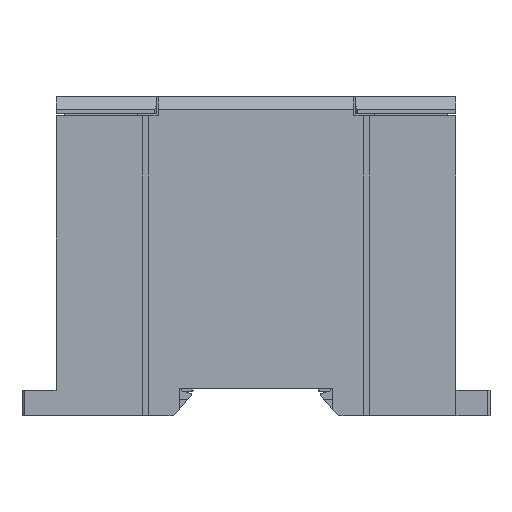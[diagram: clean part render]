
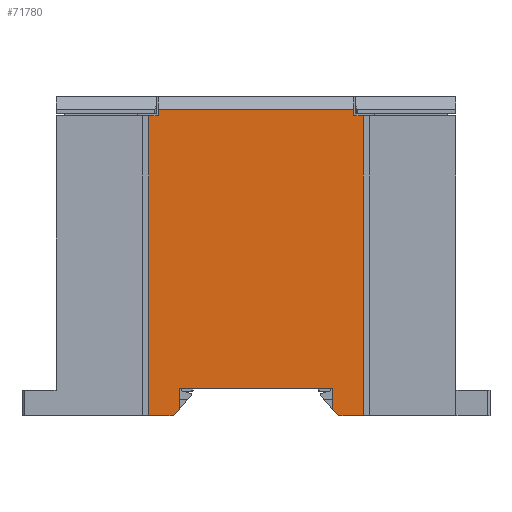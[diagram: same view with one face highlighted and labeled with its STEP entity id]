
A CAD part, left-side view. The second image highlights one B-rep face of the part: STEP entity #71780.
In plain terms, the highlighted planar face has unit normal (-1, 0, 0).
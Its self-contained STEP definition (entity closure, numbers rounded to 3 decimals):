
#58 = EDGE_CURVE ( 'NONE', #55048, #14813, #29353, .T. ) ;
#713 = ORIENTED_EDGE ( 'NONE', *, *, #19009, .F. ) ;
#1311 = DIRECTION ( 'NONE',  ( 0., -1., 0. ) ) ;
#1622 = LINE ( 'NONE', #73838, #76641 ) ;
#2915 = DIRECTION ( 'NONE',  ( 0., 0., 1. ) ) ;
#3384 = VECTOR ( 'NONE', #21349, 1000. ) ;
#3720 = LINE ( 'NONE', #11092, #39333 ) ;
#4028 = ORIENTED_EDGE ( 'NONE', *, *, #58950, .F. ) ;
#4090 = VERTEX_POINT ( 'NONE', #28657 ) ;
#4669 = ORIENTED_EDGE ( 'NONE', *, *, #66413, .T. ) ;
#7552 = VECTOR ( 'NONE', #43250, 1000. ) ;
#8638 = VECTOR ( 'NONE', #13872, 1000. ) ;
#8782 = VECTOR ( 'NONE', #74142, 1000. ) ;
#9551 = LINE ( 'NONE', #48338, #8638 ) ;
#9780 = ORIENTED_EDGE ( 'NONE', *, *, #45295, .F. ) ;
#10315 = AXIS2_PLACEMENT_3D ( 'NONE', #49705, #74077, #30354 ) ;
#11092 = CARTESIAN_POINT ( 'NONE',  ( 0., 65., -78.133 ) ) ;
#11265 = ORIENTED_EDGE ( 'NONE', *, *, #77161, .F. ) ;
#11910 = CARTESIAN_POINT ( 'NONE',  ( 0., 24., -9.133 ) ) ;
#12013 = DIRECTION ( 'NONE',  ( 0., 1., 0. ) ) ;
#13169 = CARTESIAN_POINT ( 'NONE',  ( 0., 29., -73.283 ) ) ;
#13872 = DIRECTION ( 'NONE',  ( 0., 1., 0. ) ) ;
#13907 = LINE ( 'NONE', #63823, #3384 ) ;
#13973 = CARTESIAN_POINT ( 'NONE',  ( 0., 65., -73.283 ) ) ;
#14813 = VERTEX_POINT ( 'NONE', #13973 ) ;
#16581 = DIRECTION ( 'NONE',  ( 0., 0.707, -0.707 ) ) ;
#16611 = CARTESIAN_POINT ( 'NONE',  ( 0., 24., -7.633 ) ) ;
#16631 = ORIENTED_EDGE ( 'NONE', *, *, #76680, .F. ) ;
#17034 = CARTESIAN_POINT ( 'NONE',  ( 0., 72.2, -9.133 ) ) ;
#17597 = CARTESIAN_POINT ( 'NONE',  ( 0., 29., -73.283 ) ) ;
#17882 = EDGE_CURVE ( 'NONE', #79613, #72802, #58249, .T. ) ;
#18264 = DIRECTION ( 'NONE',  ( 0., 1., 0. ) ) ;
#19009 = EDGE_CURVE ( 'NONE', #36854, #78279, #26265, .T. ) ;
#20118 = VERTEX_POINT ( 'NONE', #43706 ) ;
#20395 = LINE ( 'NONE', #77044, #24265 ) ;
#21237 = CARTESIAN_POINT ( 'NONE',  ( 0., 70., -7.633 ) ) ;
#21349 = DIRECTION ( 'NONE',  ( 0., 0.707, 0.707 ) ) ;
#21479 = CARTESIAN_POINT ( 'NONE',  ( 0., 94., -9.133 ) ) ;
#22844 = VERTEX_POINT ( 'NONE', #30731 ) ;
#23010 = ORIENTED_EDGE ( 'NONE', *, *, #47761, .T. ) ;
#23847 = CARTESIAN_POINT ( 'NONE',  ( 0., 27.5, -79.633 ) ) ;
#24189 = EDGE_CURVE ( 'NONE', #78279, #54438, #13907, .T. ) ;
#24265 = VECTOR ( 'NONE', #2915, 1000. ) ;
#24557 = LINE ( 'NONE', #41064, #69735 ) ;
#24756 = VECTOR ( 'NONE', #39770, 1000. ) ;
#24918 = LINE ( 'NONE', #74376, #7552 ) ;
#26265 = LINE ( 'NONE', #23847, #59976 ) ;
#28150 = VECTOR ( 'NONE', #54010, 1000. ) ;
#28657 = CARTESIAN_POINT ( 'NONE',  ( 0., 65., -78.133 ) ) ;
#28775 = CARTESIAN_POINT ( 'NONE',  ( 0., 27.5, -79.633 ) ) ;
#29353 = LINE ( 'NONE', #44059, #56297 ) ;
#29690 = VECTOR ( 'NONE', #75322, 1000. ) ;
#30117 = EDGE_CURVE ( 'NONE', #57012, #39997, #1622, .T. ) ;
#30354 = DIRECTION ( 'NONE',  ( 0., 0., 1. ) ) ;
#30731 = CARTESIAN_POINT ( 'NONE',  ( 0., 66.5, -79.633 ) ) ;
#34025 = CARTESIAN_POINT ( 'NONE',  ( 0., 70., -16.261 ) ) ;
#35202 = VECTOR ( 'NONE', #52068, 1000. ) ;
#36854 = VERTEX_POINT ( 'NONE', #58329 ) ;
#39333 = VECTOR ( 'NONE', #42542, 1000. ) ;
#39770 = DIRECTION ( 'NONE',  ( 0., -1., 0. ) ) ;
#39997 = VERTEX_POINT ( 'NONE', #73133 ) ;
#41064 = CARTESIAN_POINT ( 'NONE',  ( 0., 66.5, -79.633 ) ) ;
#41111 = LINE ( 'NONE', #21479, #24756 ) ;
#41370 = EDGE_LOOP ( 'NONE', ( #23010, #46935, #73337, #49875, #11265, #16631, #4028, #62322, #41969, #9780, #76518, #713, #4669, #49644 ) ) ;
#41969 = ORIENTED_EDGE ( 'NONE', *, *, #58, .F. ) ;
#42542 = DIRECTION ( 'NONE',  ( 0., 0., -1. ) ) ;
#43250 = DIRECTION ( 'NONE',  ( 0., 0., 1. ) ) ;
#43706 = CARTESIAN_POINT ( 'NONE',  ( 0., 72.2, -79.633 ) ) ;
#44059 = CARTESIAN_POINT ( 'NONE',  ( 0., 65., -73.283 ) ) ;
#45295 = EDGE_CURVE ( 'NONE', #54438, #55048, #58777, .T. ) ;
#45476 = LINE ( 'NONE', #65781, #28150 ) ;
#46304 = VERTEX_POINT ( 'NONE', #17034 ) ;
#46935 = ORIENTED_EDGE ( 'NONE', *, *, #56265, .T. ) ;
#47761 = EDGE_CURVE ( 'NONE', #57012, #56200, #20395, .T. ) ;
#48338 = CARTESIAN_POINT ( 'NONE',  ( 0., 94., -79.633 ) ) ;
#48875 = CARTESIAN_POINT ( 'NONE',  ( 0., 70., -9.133 ) ) ;
#49644 = ORIENTED_EDGE ( 'NONE', *, *, #30117, .F. ) ;
#49705 = CARTESIAN_POINT ( 'NONE',  ( 0., 0., 0. ) ) ;
#49875 = ORIENTED_EDGE ( 'NONE', *, *, #62570, .F. ) ;
#52068 = DIRECTION ( 'NONE',  ( 0., 0., 1. ) ) ;
#52501 = EDGE_CURVE ( 'NONE', #14813, #4090, #3720, .T. ) ;
#52838 = LINE ( 'NONE', #69149, #29690 ) ;
#54010 = DIRECTION ( 'NONE',  ( 0., 1., 0. ) ) ;
#54438 = VERTEX_POINT ( 'NONE', #63957 ) ;
#55048 = VERTEX_POINT ( 'NONE', #17597 ) ;
#56200 = VERTEX_POINT ( 'NONE', #16611 ) ;
#56265 = EDGE_CURVE ( 'NONE', #56200, #72802, #45476, .T. ) ;
#56297 = VECTOR ( 'NONE', #18264, 1000. ) ;
#57012 = VERTEX_POINT ( 'NONE', #11910 ) ;
#58249 = LINE ( 'NONE', #34025, #35202 ) ;
#58329 = CARTESIAN_POINT ( 'NONE',  ( 0., 21.8, -79.633 ) ) ;
#58777 = LINE ( 'NONE', #13169, #8782 ) ;
#58950 = EDGE_CURVE ( 'NONE', #4090, #22844, #24557, .T. ) ;
#59837 = FACE_OUTER_BOUND ( 'NONE', #41370, .T. ) ;
#59976 = VECTOR ( 'NONE', #12013, 1000. ) ;
#60973 = PLANE ( 'NONE',  #10315 ) ;
#62322 = ORIENTED_EDGE ( 'NONE', *, *, #52501, .F. ) ;
#62570 = EDGE_CURVE ( 'NONE', #46304, #79613, #41111, .T. ) ;
#63823 = CARTESIAN_POINT ( 'NONE',  ( 0., 29., -78.133 ) ) ;
#63957 = CARTESIAN_POINT ( 'NONE',  ( 0., 29., -78.133 ) ) ;
#65781 = CARTESIAN_POINT ( 'NONE',  ( 0., 70., -7.633 ) ) ;
#66413 = EDGE_CURVE ( 'NONE', #36854, #39997, #24918, .T. ) ;
#69149 = CARTESIAN_POINT ( 'NONE',  ( 0., 72.2, -79.633 ) ) ;
#69735 = VECTOR ( 'NONE', #16581, 1000. ) ;
#71780 = ADVANCED_FACE ( 'NONE', ( #59837 ), #60973, .T. ) ;
#72802 = VERTEX_POINT ( 'NONE', #21237 ) ;
#73133 = CARTESIAN_POINT ( 'NONE',  ( 0., 21.8, -9.133 ) ) ;
#73337 = ORIENTED_EDGE ( 'NONE', *, *, #17882, .F. ) ;
#73838 = CARTESIAN_POINT ( 'NONE',  ( 0., 0., -9.133 ) ) ;
#74077 = DIRECTION ( 'NONE',  ( -1., 0., 0. ) ) ;
#74142 = DIRECTION ( 'NONE',  ( 0., 0., 1. ) ) ;
#74376 = CARTESIAN_POINT ( 'NONE',  ( 0., 21.8, -79.633 ) ) ;
#75322 = DIRECTION ( 'NONE',  ( 0., 0., 1. ) ) ;
#76518 = ORIENTED_EDGE ( 'NONE', *, *, #24189, .F. ) ;
#76641 = VECTOR ( 'NONE', #1311, 1000. ) ;
#76680 = EDGE_CURVE ( 'NONE', #22844, #20118, #9551, .T. ) ;
#77044 = CARTESIAN_POINT ( 'NONE',  ( 0., 24., -16.261 ) ) ;
#77161 = EDGE_CURVE ( 'NONE', #20118, #46304, #52838, .T. ) ;
#78279 = VERTEX_POINT ( 'NONE', #28775 ) ;
#79613 = VERTEX_POINT ( 'NONE', #48875 ) ;
